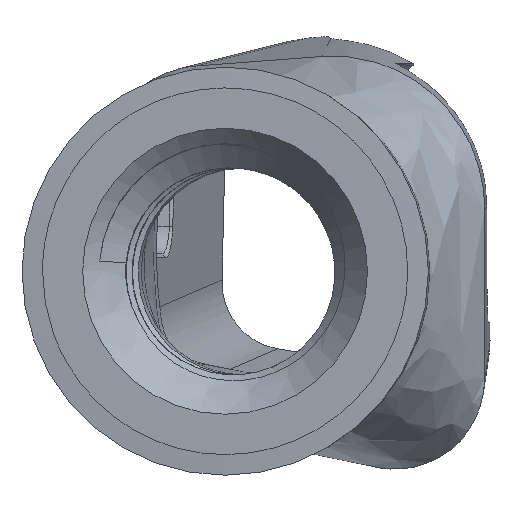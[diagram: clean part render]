
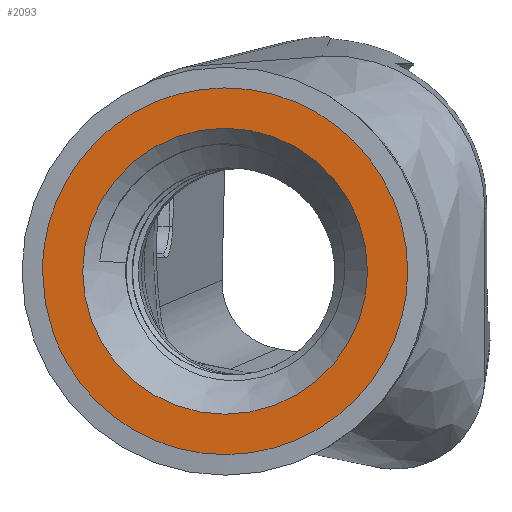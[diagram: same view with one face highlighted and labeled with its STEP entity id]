
A CAD part, top view. The second image highlights one B-rep face of the part: STEP entity #2093.
In plain terms, the highlighted planar face has unit normal (-0.093, 0, 0.996).
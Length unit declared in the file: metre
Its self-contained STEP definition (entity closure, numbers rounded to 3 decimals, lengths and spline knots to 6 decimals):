
#254=B_SPLINE_CURVE_WITH_KNOTS('',3,(#2528,#2529,#2530,#2531),
 .UNSPECIFIED.,.F.,.F.,(4,4),(0.,1.),.UNSPECIFIED.);
#255=B_SPLINE_CURVE_WITH_KNOTS('',3,(#2534,#2535,#2536,#2537),
 .UNSPECIFIED.,.F.,.F.,(4,4),(0.,1.),.UNSPECIFIED.);
#256=B_SPLINE_CURVE_WITH_KNOTS('',3,(#2539,#2540,#2541,#2542),
 .UNSPECIFIED.,.F.,.F.,(4,4),(0.,1.),.UNSPECIFIED.);
#257=B_SPLINE_CURVE_WITH_KNOTS('',3,(#2544,#2545,#2546,#2547,#2548,#2549,
#2550),.UNSPECIFIED.,.F.,.F.,(4,1,1,1,4),(0.,0.25,0.5,0.75,1.),
 .UNSPECIFIED.);
#258=B_SPLINE_CURVE_WITH_KNOTS('',3,(#2552,#2553,#2554,#2555,#2556,#2557,
#2558),.UNSPECIFIED.,.F.,.F.,(4,1,1,1,4),(0.,0.25,0.5,0.75,1.),
 .UNSPECIFIED.);
#259=B_SPLINE_CURVE_WITH_KNOTS('',3,(#2560,#2561,#2562,#2563,#2564,#2565,
#2566),.UNSPECIFIED.,.F.,.F.,(4,1,1,1,4),(0.,0.25,0.5,0.75,1.),
 .UNSPECIFIED.);
#260=B_SPLINE_CURVE_WITH_KNOTS('',3,(#2568,#2569,#2570,#2571,#2572,#2573,
#2574),.UNSPECIFIED.,.F.,.F.,(4,1,1,1,4),(0.,0.25,0.5,0.75,1.),
 .UNSPECIFIED.);
#261=B_SPLINE_CURVE_WITH_KNOTS('',3,(#2576,#2577,#2578,#2579,#2580,#2581,
#2582),.UNSPECIFIED.,.F.,.F.,(4,1,1,1,4),(0.,0.25,0.5,0.75,1.),
 .UNSPECIFIED.);
#514=ORIENTED_EDGE('',*,*,#1206,.T.);
#515=ORIENTED_EDGE('',*,*,#1207,.T.);
#516=ORIENTED_EDGE('',*,*,#1208,.T.);
#517=ORIENTED_EDGE('',*,*,#1209,.T.);
#518=ORIENTED_EDGE('',*,*,#1210,.T.);
#519=ORIENTED_EDGE('',*,*,#1211,.T.);
#520=ORIENTED_EDGE('',*,*,#1212,.T.);
#521=ORIENTED_EDGE('',*,*,#1213,.T.);
#522=ORIENTED_EDGE('',*,*,#1214,.T.);
#1206=EDGE_CURVE('',#1552,#1552,#1771,.F.);
#1207=EDGE_CURVE('',#1553,#1554,#254,.T.);
#1208=EDGE_CURVE('',#1554,#1555,#255,.T.);
#1209=EDGE_CURVE('',#1555,#1556,#256,.T.);
#1210=EDGE_CURVE('',#1556,#1557,#257,.T.);
#1211=EDGE_CURVE('',#1557,#1558,#258,.T.);
#1212=EDGE_CURVE('',#1558,#1559,#259,.T.);
#1213=EDGE_CURVE('',#1559,#1560,#260,.T.);
#1214=EDGE_CURVE('',#1560,#1553,#261,.T.);
#1552=VERTEX_POINT('',#2527);
#1553=VERTEX_POINT('',#2532);
#1554=VERTEX_POINT('',#2533);
#1555=VERTEX_POINT('',#2538);
#1556=VERTEX_POINT('',#2543);
#1557=VERTEX_POINT('',#2551);
#1558=VERTEX_POINT('',#2559);
#1559=VERTEX_POINT('',#2567);
#1560=VERTEX_POINT('',#2575);
#1771=CIRCLE('',#2239,0.01036);
#1783=EDGE_LOOP('',(#514));
#1784=EDGE_LOOP('',(#515,#516,#517,#518,#519,#520,#521,#522));
#1922=FACE_BOUND('',#1783,.T.);
#1923=FACE_BOUND('',#1784,.T.);
#2061=PLANE('',#2238);
#2093=ADVANCED_FACE('',(#1922,#1923),#2061,.T.);
#2238=AXIS2_PLACEMENT_3D('',#2525,#2312,#2313);
#2239=AXIS2_PLACEMENT_3D('',#2526,#2314,#2315);
#2312=DIRECTION('',(-0.093,0.,0.996));
#2313=DIRECTION('',(0.996,0.,0.093));
#2314=DIRECTION('',(-0.093,0.,0.996));
#2315=DIRECTION('',(0.996,0.,0.093));
#2525=CARTESIAN_POINT('',(-0.004281,-0.000745,0.026718));
#2526=CARTESIAN_POINT('',(-0.004281,-0.000745,0.026718));
#2527=CARTESIAN_POINT('',(0.006035,-0.000745,0.027678));
#2528=CARTESIAN_POINT('',(-0.000909,0.012103,0.027032));
#2529=CARTESIAN_POINT('',(-0.004279,0.012995,0.026719));
#2530=CARTESIAN_POINT('',(-0.007937,0.012493,0.026378));
#2531=CARTESIAN_POINT('',(-0.010942,0.010734,0.026099));
#2532=CARTESIAN_POINT('',(-0.000909,0.012103,0.027032));
#2533=CARTESIAN_POINT('',(-0.010942,0.010734,0.026099));
#2534=CARTESIAN_POINT('',(-0.010942,0.010734,0.026099));
#2535=CARTESIAN_POINT('',(-0.013953,0.008972,0.025819));
#2536=CARTESIAN_POINT('',(-0.016187,0.00602,0.025611));
#2537=CARTESIAN_POINT('',(-0.017073,0.002642,0.025529));
#2538=CARTESIAN_POINT('',(-0.017073,0.002642,0.025529));
#2539=CARTESIAN_POINT('',(-0.017073,0.002642,0.025529));
#2540=CARTESIAN_POINT('',(-0.017961,-0.000742,0.025446));
#2541=CARTESIAN_POINT('',(-0.017462,-0.004416,0.025493));
#2542=CARTESIAN_POINT('',(-0.015711,-0.007434,0.025656));
#2543=CARTESIAN_POINT('',(-0.01571,-0.007435,0.025656));
#2544=CARTESIAN_POINT('',(-0.015711,-0.007434,0.025656));
#2545=CARTESIAN_POINT('',(-0.015269,-0.008195,0.025697));
#2546=CARTESIAN_POINT('',(-0.014262,-0.009601,0.02579));
#2547=CARTESIAN_POINT('',(-0.012343,-0.011385,0.025969));
#2548=CARTESIAN_POINT('',(-0.010119,-0.012767,0.026176));
#2549=CARTESIAN_POINT('',(-0.008501,-0.013367,0.026326));
#2550=CARTESIAN_POINT('',(-0.007653,-0.013592,0.026405));
#2551=CARTESIAN_POINT('',(-0.007653,-0.013592,0.026405));
#2552=CARTESIAN_POINT('',(-0.007653,-0.013592,0.026405));
#2553=CARTESIAN_POINT('',(-0.006805,-0.013816,0.026484));
#2554=CARTESIAN_POINT('',(-0.005103,-0.014094,0.026642));
#2555=CARTESIAN_POINT('',(-0.00249,-0.013993,0.026885));
#2556=CARTESIAN_POINT('',(0.000055,-0.013391,0.027122));
#2557=CARTESIAN_POINT('',(0.001622,-0.012667,0.027267));
#2558=CARTESIAN_POINT('',(0.00238,-0.012224,0.027338));
#2559=CARTESIAN_POINT('',(0.00238,-0.012223,0.027338));
#2560=CARTESIAN_POINT('',(0.00238,-0.012224,0.027338));
#2561=CARTESIAN_POINT('',(0.003138,-0.01178,0.027408));
#2562=CARTESIAN_POINT('',(0.004537,-0.010768,0.027538));
#2563=CARTESIAN_POINT('',(0.006313,-0.008841,0.027704));
#2564=CARTESIAN_POINT('',(0.007689,-0.006608,0.027831));
#2565=CARTESIAN_POINT('',(0.008287,-0.004983,0.027887));
#2566=CARTESIAN_POINT('',(0.008511,-0.004131,0.027908));
#2567=CARTESIAN_POINT('',(0.008511,-0.004131,0.027908));
#2568=CARTESIAN_POINT('',(0.008511,-0.004131,0.027908));
#2569=CARTESIAN_POINT('',(0.008735,-0.003279,0.027929));
#2570=CARTESIAN_POINT('',(0.009012,-0.00157,0.027954));
#2571=CARTESIAN_POINT('',(0.008911,0.001054,0.027945));
#2572=CARTESIAN_POINT('',(0.008311,0.00361,0.027889));
#2573=CARTESIAN_POINT('',(0.00759,0.005184,0.027822));
#2574=CARTESIAN_POINT('',(0.007149,0.005945,0.027781));
#2575=CARTESIAN_POINT('',(0.007148,0.005946,0.027781));
#2576=CARTESIAN_POINT('',(0.007149,0.005945,0.027781));
#2577=CARTESIAN_POINT('',(0.006707,0.006706,0.02774));
#2578=CARTESIAN_POINT('',(0.0057,0.008111,0.027646));
#2579=CARTESIAN_POINT('',(0.003781,0.009896,0.027468));
#2580=CARTESIAN_POINT('',(0.001557,0.011277,0.027261));
#2581=CARTESIAN_POINT('',(-0.000061,0.011878,0.027111));
#2582=CARTESIAN_POINT('',(-0.000909,0.012103,0.027032));
